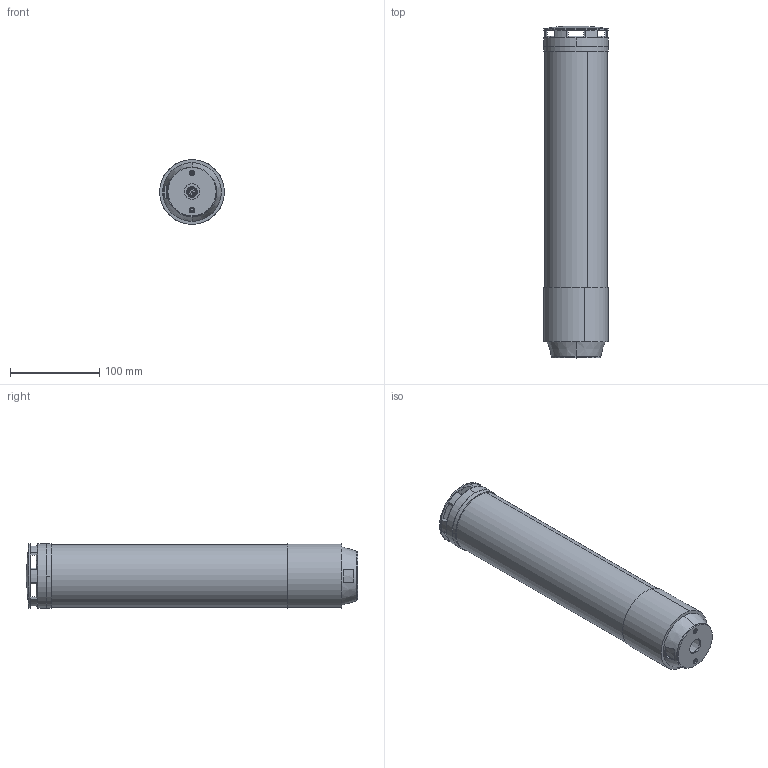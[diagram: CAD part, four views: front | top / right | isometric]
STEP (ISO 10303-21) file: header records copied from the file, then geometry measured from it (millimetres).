
FILE_DESCRIPTION(('STEP AP214'),'1');
FILE_NAME('cctmp_6A4088CD-767F-4709-9E25-4BF1205C6BB1_2023_07_24_21_26_12_0494..stp','2023-07-24T19:26:13',('SIEMENS A&D'),('CADClick - www.CADClick.com'),'Spatial InterOp 3D postprocessed',' ','unknown authorization');
FILE_SCHEMA(('AUTOMOTIVE_DESIGN'));
Length unit declared in the file: millimetre
Products named in the file (1): 2023_07_24_21_26_12_0494
Bounding box: 72.5 x 371.8 x 72.5 mm (x, y, z)
Volume: 1353649.1 mm3; surface area: 211588 mm2
Topology: 1 solids, 2 shells, 292 faces, 805 edges, 520 vertices
Faces by surface type: plane 119, cylinder 98, cone 55, sphere 20
Entity records: 10361 total; most frequent: CARTESIAN_POINT 2074, ORIENTED_EDGE 1570, DIRECTION 1540, EDGE_CURVE 785, AXIS2_PLACEMENT_3D 608, VERTEX_POINT 520, EDGE_LOOP 327, LINE 324
